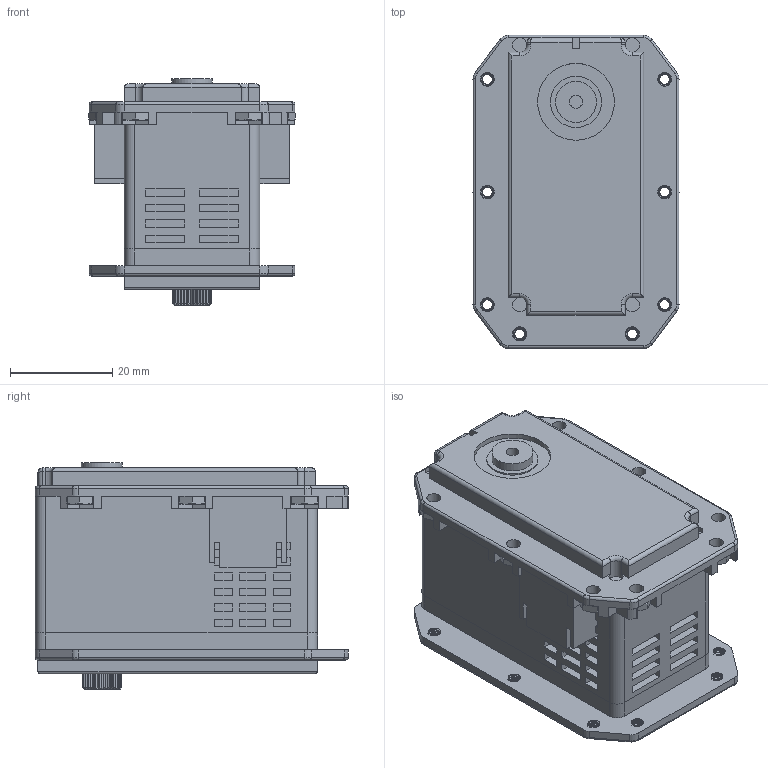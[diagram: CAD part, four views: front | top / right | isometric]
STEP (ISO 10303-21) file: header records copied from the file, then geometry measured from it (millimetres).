
FILE_DESCRIPTION(/* description */ (''),/* implementation_level */ '2;1');
FILE_NAME(/* name */ 'Dynamixel MX-64AR.step',/* time_stamp */ '2019-12-10T19:19:57+00:00',/* author */ (''),/* organization */ (''),/* preprocessor_version */ 'ST-DEVELOPER v18',/* originating_system */ 'Autodesk Translation Framework v8.12.0.6',/* authorisation */ '');
FILE_SCHEMA (('AUTOMOTIVE_DESIGN { 1 0 10303 214 3 1 1 }'));
Length unit declared in the file: millimetre
Products named in the file (5): 64T; Shaft; Body Metal; Body Plastic; M2.5 Nut
Assembly tree (11 placements, depth 2):
  64T
    Shaft
    Body Metal
    Body Plastic
    M2.5 Nut  x8
Bounding box: 40.37 x 61.19 x 44.2 mm (x, y, z)
Volume: 61503.1 mm3; surface area: 24392.8 mm2
Topology: 12 solids, 16 shells, 1162 faces, 3034 edges, 1943 vertices
Faces by surface type: plane 620, cylinder 320, cone 164, bspline 38, torus 20
Full cylindrical faces by diameter (mm): 1.915 x8, 2.075 x32, 2.5 x25, 2.529 x23, 2.58 x32, 2.7 x6, 2.77 x2, 2.8 x4, 3.086 x22, 5 x1, 6.779 x1, 8 x2, 10 x1, 15 x2
Entity records: 37883 total; most frequent: CARTESIAN_POINT 15459, ORIENTED_EDGE 4910, DIRECTION 4216, EDGE_CURVE 2455, LINE 1600, VECTOR 1600, VERTEX_POINT 1593, AXIS2_PLACEMENT_3D 1308
